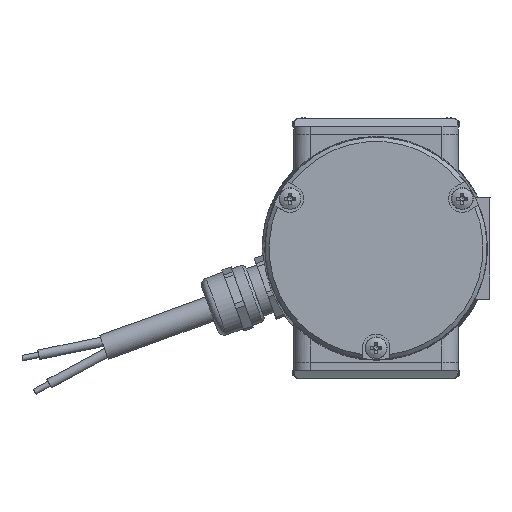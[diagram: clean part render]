
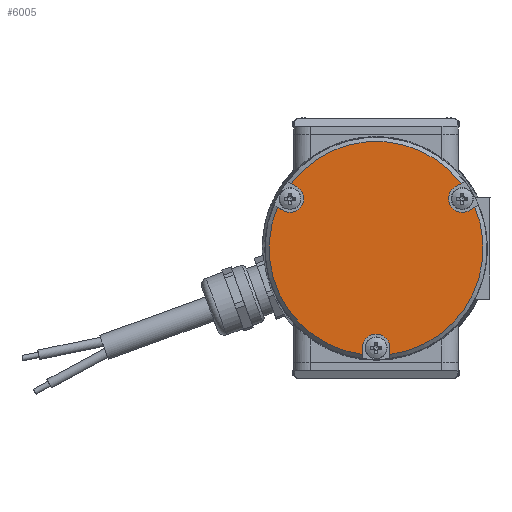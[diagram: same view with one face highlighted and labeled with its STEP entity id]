
A CAD part, left-side view. The second image highlights one B-rep face of the part: STEP entity #6005.
In plain terms, the highlighted planar face has unit normal (-1, 0, 0).
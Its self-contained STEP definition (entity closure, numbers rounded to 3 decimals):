
#2 = VECTOR ( 'NONE', #8170, 1000. ) ;
#113 = EDGE_CURVE ( 'NONE', #11562, #7560, #1400, .T. ) ;
#305 = CARTESIAN_POINT ( 'NONE',  ( -62., -0.099, -36.25 ) ) ;
#464 = CARTESIAN_POINT ( 'NONE',  ( -62., -0.099, 0. ) ) ;
#534 = DIRECTION ( 'NONE',  ( -1., 0., 0. ) ) ;
#595 = DIRECTION ( 'NONE',  ( 0., 1., 0. ) ) ;
#651 = EDGE_CURVE ( 'NONE', #10101, #7560, #2222, .T. ) ;
#981 = ORIENTED_EDGE ( 'NONE', *, *, #1351, .F. ) ;
#1333 = DIRECTION ( 'NONE',  ( 0., 0.866, 0.5 ) ) ;
#1351 = EDGE_CURVE ( 'NONE', #2428, #10201, #8239, .T. ) ;
#1363 = CARTESIAN_POINT ( 'NONE',  ( -62., 28.795, 22.455 ) ) ;
#1400 = LINE ( 'NONE', #1363, #14450 ) ;
#1411 = VERTEX_POINT ( 'NONE', #6813 ) ;
#1538 = DIRECTION ( 'NONE',  ( 0., 0.5, 0.866 ) ) ;
#1964 = VECTOR ( 'NONE', #12473, 1000. ) ;
#2117 = ORIENTED_EDGE ( 'NONE', *, *, #9440, .F. ) ;
#2155 = CARTESIAN_POINT ( 'NONE',  ( -62., 33.795, 13.795 ) ) ;
#2187 = ORIENTED_EDGE ( 'NONE', *, *, #9921, .F. ) ;
#2210 = AXIS2_PLACEMENT_3D ( 'NONE', #6670, #12710, #10148 ) ;
#2222 = CIRCLE ( 'NONE', #2210, 39. ) ;
#2428 = VERTEX_POINT ( 'NONE', #3704 ) ;
#2449 = PLANE ( 'NONE',  #6629 ) ;
#3187 = CARTESIAN_POINT ( 'NONE',  ( -62., 4.901, -38.678 ) ) ;
#3216 = DIRECTION ( 'NONE',  ( 0., -0.5, -0.866 ) ) ;
#3244 = DIRECTION ( 'NONE',  ( -1., 0., 0. ) ) ;
#3270 = CARTESIAN_POINT ( 'NONE',  ( -62., -31.492, 18.125 ) ) ;
#3467 = CARTESIAN_POINT ( 'NONE',  ( -62., -28.992, 22.455 ) ) ;
#3672 = ORIENTED_EDGE ( 'NONE', *, *, #14400, .F. ) ;
#3704 = CARTESIAN_POINT ( 'NONE',  ( -62., -33.992, 13.795 ) ) ;
#3866 = DIRECTION ( 'NONE',  ( 0., 0.5, 0.866 ) ) ;
#3881 = DIRECTION ( 'NONE',  ( -1., 0., 0. ) ) ;
#3896 = CARTESIAN_POINT ( 'NONE',  ( -62., -0.099, 0. ) ) ;
#4031 = ORIENTED_EDGE ( 'NONE', *, *, #13870, .T. ) ;
#4052 = VERTEX_POINT ( 'NONE', #11657 ) ;
#4100 = AXIS2_PLACEMENT_3D ( 'NONE', #3270, #3244, #3216 ) ;
#4101 = CARTESIAN_POINT ( 'NONE',  ( -62., -31.095, 23.669 ) ) ;
#4414 = EDGE_CURVE ( 'NONE', #5493, #11562, #10233, .T. ) ;
#4490 = CARTESIAN_POINT ( 'NONE',  ( -62., 28.795, 22.455 ) ) ;
#5013 = EDGE_CURVE ( 'NONE', #4052, #5467, #7705, .T. ) ;
#5403 = CIRCLE ( 'NONE', #13695, 39. ) ;
#5467 = VERTEX_POINT ( 'NONE', #7752 ) ;
#5493 = VERTEX_POINT ( 'NONE', #2155 ) ;
#5772 = CARTESIAN_POINT ( 'NONE',  ( -62., -36.095, 15.009 ) ) ;
#5830 = VECTOR ( 'NONE', #13311, 1000. ) ;
#6005 = ADVANCED_FACE ( 'NONE', ( #8006 ), #2449, .F. ) ;
#6629 = AXIS2_PLACEMENT_3D ( 'NONE', #464, #8394, #1538 ) ;
#6670 = CARTESIAN_POINT ( 'NONE',  ( -62., -0.099, 0. ) ) ;
#6765 = ORIENTED_EDGE ( 'NONE', *, *, #12221, .F. ) ;
#6784 = AXIS2_PLACEMENT_3D ( 'NONE', #3896, #3881, #3866 ) ;
#6813 = CARTESIAN_POINT ( 'NONE',  ( -62., 35.898, 15.009 ) ) ;
#7560 = VERTEX_POINT ( 'NONE', #8564 ) ;
#7689 = DIRECTION ( 'NONE',  ( 0., 0., 1. ) ) ;
#7692 = CARTESIAN_POINT ( 'NONE',  ( -62., -5.099, -36.25 ) ) ;
#7705 = LINE ( 'NONE', #7692, #11061 ) ;
#7752 = CARTESIAN_POINT ( 'NONE',  ( -62., -5.099, -36.25 ) ) ;
#7909 = CARTESIAN_POINT ( 'NONE',  ( -62., 4.901, -36.25 ) ) ;
#8006 = FACE_OUTER_BOUND ( 'NONE', #8403, .T. ) ;
#8170 = DIRECTION ( 'NONE',  ( 0., -0.866, 0.5 ) ) ;
#8220 = CARTESIAN_POINT ( 'NONE',  ( -62., -33.992, 13.795 ) ) ;
#8239 = LINE ( 'NONE', #8220, #2 ) ;
#8335 = DIRECTION ( 'NONE',  ( 0., -0.866, -0.5 ) ) ;
#8382 = CARTESIAN_POINT ( 'NONE',  ( -62., 33.795, 13.795 ) ) ;
#8394 = DIRECTION ( 'NONE',  ( 1., 0., 0. ) ) ;
#8403 = EDGE_LOOP ( 'NONE', ( #11048, #4031, #981, #3672, #9230, #9352, #11991, #13366, #6765, #11723, #2117, #2187 ) ) ;
#8404 = LINE ( 'NONE', #8382, #10564 ) ;
#8425 = CARTESIAN_POINT ( 'NONE',  ( -62., 31.295, 18.125 ) ) ;
#8564 = CARTESIAN_POINT ( 'NONE',  ( -62., 30.898, 23.669 ) ) ;
#9175 = DIRECTION ( 'NONE',  ( -1., 0., 0. ) ) ;
#9230 = ORIENTED_EDGE ( 'NONE', *, *, #12790, .F. ) ;
#9352 = ORIENTED_EDGE ( 'NONE', *, *, #651, .T. ) ;
#9440 = EDGE_CURVE ( 'NONE', #12248, #11654, #12491, .T. ) ;
#9921 = EDGE_CURVE ( 'NONE', #5467, #12248, #11417, .T. ) ;
#10101 = VERTEX_POINT ( 'NONE', #4101 ) ;
#10148 = DIRECTION ( 'NONE',  ( 0., 0.5, 0.866 ) ) ;
#10201 = VERTEX_POINT ( 'NONE', #5772 ) ;
#10233 = CIRCLE ( 'NONE', #12162, 5. ) ;
#10501 = CIRCLE ( 'NONE', #4100, 5. ) ;
#10564 = VECTOR ( 'NONE', #8335, 1000. ) ;
#11048 = ORIENTED_EDGE ( 'NONE', *, *, #5013, .F. ) ;
#11061 = VECTOR ( 'NONE', #7689, 1000. ) ;
#11133 = DIRECTION ( 'NONE',  ( 0., 0.5, 0.866 ) ) ;
#11164 = DIRECTION ( 'NONE',  ( -1., 0., 0. ) ) ;
#11188 = CARTESIAN_POINT ( 'NONE',  ( -62., -0.099, 0. ) ) ;
#11416 = CARTESIAN_POINT ( 'NONE',  ( -62., 4.901, -36.25 ) ) ;
#11417 = CIRCLE ( 'NONE', #13279, 5. ) ;
#11562 = VERTEX_POINT ( 'NONE', #4490 ) ;
#11635 = VERTEX_POINT ( 'NONE', #3467 ) ;
#11654 = VERTEX_POINT ( 'NONE', #3187 ) ;
#11657 = CARTESIAN_POINT ( 'NONE',  ( -62., -5.099, -38.678 ) ) ;
#11723 = ORIENTED_EDGE ( 'NONE', *, *, #13364, .T. ) ;
#11948 = DIRECTION ( 'NONE',  ( 0., -0.5, 0.866 ) ) ;
#11991 = ORIENTED_EDGE ( 'NONE', *, *, #113, .F. ) ;
#12162 = AXIS2_PLACEMENT_3D ( 'NONE', #8425, #9175, #11948 ) ;
#12221 = EDGE_CURVE ( 'NONE', #1411, #5493, #8404, .T. ) ;
#12248 = VERTEX_POINT ( 'NONE', #7909 ) ;
#12473 = DIRECTION ( 'NONE',  ( 0., 0., -1. ) ) ;
#12491 = LINE ( 'NONE', #11416, #1964 ) ;
#12710 = DIRECTION ( 'NONE',  ( -1., 0., 0. ) ) ;
#12790 = EDGE_CURVE ( 'NONE', #10101, #11635, #13378, .T. ) ;
#13213 = CIRCLE ( 'NONE', #6784, 39. ) ;
#13279 = AXIS2_PLACEMENT_3D ( 'NONE', #305, #534, #595 ) ;
#13311 = DIRECTION ( 'NONE',  ( 0., 0.866, -0.5 ) ) ;
#13362 = CARTESIAN_POINT ( 'NONE',  ( -62., -28.992, 22.455 ) ) ;
#13364 = EDGE_CURVE ( 'NONE', #1411, #11654, #13213, .T. ) ;
#13366 = ORIENTED_EDGE ( 'NONE', *, *, #4414, .F. ) ;
#13378 = LINE ( 'NONE', #13362, #5830 ) ;
#13695 = AXIS2_PLACEMENT_3D ( 'NONE', #11188, #11164, #11133 ) ;
#13870 = EDGE_CURVE ( 'NONE', #4052, #10201, #5403, .T. ) ;
#14400 = EDGE_CURVE ( 'NONE', #11635, #2428, #10501, .T. ) ;
#14450 = VECTOR ( 'NONE', #1333, 1000. ) ;
